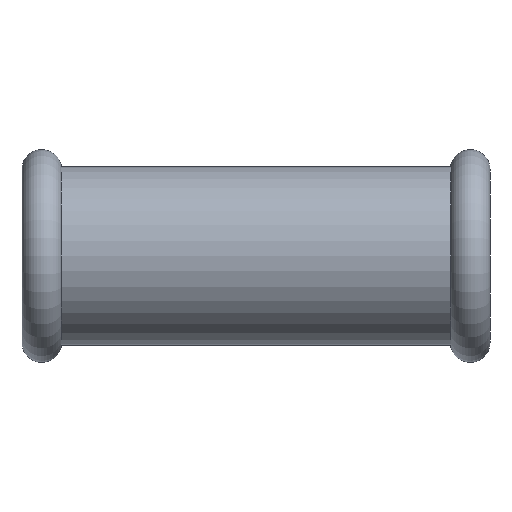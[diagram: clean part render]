
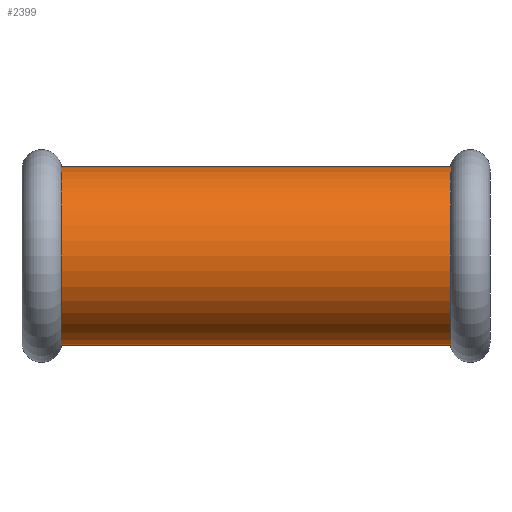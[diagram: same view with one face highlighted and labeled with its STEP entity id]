
A CAD part, front view. The second image highlights one B-rep face of the part: STEP entity #2399.
In plain terms, the highlighted cylindrical face has radius 22.5 mm (diameter 45 mm), a partial arc.
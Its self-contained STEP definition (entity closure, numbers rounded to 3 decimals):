
#97 = EDGE_CURVE ( 'NONE', #361, #1068, #1895, .T. ) ;
#98 = DIRECTION ( 'NONE',  ( -1., 0., 0. ) ) ;
#123 = DIRECTION ( 'NONE',  ( -1., 0., 0. ) ) ;
#143 = VECTOR ( 'NONE', #1735, 1000. ) ;
#153 = CARTESIAN_POINT ( 'NONE',  ( -49.045, 0., 22.5 ) ) ;
#248 = CIRCLE ( 'NONE', #994, 22.5 ) ;
#361 = VERTEX_POINT ( 'NONE', #2285 ) ;
#425 = CARTESIAN_POINT ( 'NONE',  ( -49.045, 0., 0. ) ) ;
#663 = CARTESIAN_POINT ( 'NONE',  ( -74.029, 0., 0. ) ) ;
#682 = ORIENTED_EDGE ( 'NONE', *, *, #1859, .F. ) ;
#692 = EDGE_CURVE ( 'NONE', #2383, #955, #851, .T. ) ;
#721 = DIRECTION ( 'NONE',  ( -1., 0., 0. ) ) ;
#751 = AXIS2_PLACEMENT_3D ( 'NONE', #663, #98, #1758 ) ;
#851 = LINE ( 'NONE', #1405, #978 ) ;
#955 = VERTEX_POINT ( 'NONE', #1690 ) ;
#964 = ORIENTED_EDGE ( 'NONE', *, *, #692, .F. ) ;
#978 = VECTOR ( 'NONE', #123, 1000. ) ;
#994 = AXIS2_PLACEMENT_3D ( 'NONE', #425, #1432, #1882 ) ;
#1029 = EDGE_CURVE ( 'NONE', #2383, #361, #1582, .T. ) ;
#1068 = VERTEX_POINT ( 'NONE', #153 ) ;
#1319 = CARTESIAN_POINT ( 'NONE',  ( 49.045, 0., 0. ) ) ;
#1405 = CARTESIAN_POINT ( 'NONE',  ( -74.029, 0., -22.5 ) ) ;
#1432 = DIRECTION ( 'NONE',  ( -1., 0., 0. ) ) ;
#1582 = CIRCLE ( 'NONE', #2395, 22.5 ) ;
#1588 = CYLINDRICAL_SURFACE ( 'NONE', #751, 22.5 ) ;
#1672 = DIRECTION ( 'NONE',  ( 0., 0., 1. ) ) ;
#1690 = CARTESIAN_POINT ( 'NONE',  ( -49.045, 0., -22.5 ) ) ;
#1703 = ORIENTED_EDGE ( 'NONE', *, *, #97, .T. ) ;
#1724 = CARTESIAN_POINT ( 'NONE',  ( -74.029, 0., 22.5 ) ) ;
#1735 = DIRECTION ( 'NONE',  ( -1., 0., 0. ) ) ;
#1748 = FACE_OUTER_BOUND ( 'NONE', #1830, .T. ) ;
#1758 = DIRECTION ( 'NONE',  ( 0., 0., 1. ) ) ;
#1830 = EDGE_LOOP ( 'NONE', ( #964, #2256, #1703, #682 ) ) ;
#1859 = EDGE_CURVE ( 'NONE', #955, #1068, #248, .T. ) ;
#1882 = DIRECTION ( 'NONE',  ( 0., 0., 1. ) ) ;
#1895 = LINE ( 'NONE', #1724, #143 ) ;
#2132 = CARTESIAN_POINT ( 'NONE',  ( 49.045, 0., -22.5 ) ) ;
#2256 = ORIENTED_EDGE ( 'NONE', *, *, #1029, .T. ) ;
#2285 = CARTESIAN_POINT ( 'NONE',  ( 49.045, 0., 22.5 ) ) ;
#2383 = VERTEX_POINT ( 'NONE', #2132 ) ;
#2395 = AXIS2_PLACEMENT_3D ( 'NONE', #1319, #721, #1672 ) ;
#2399 = ADVANCED_FACE ( 'NONE', ( #1748 ), #1588, .T. ) ;
